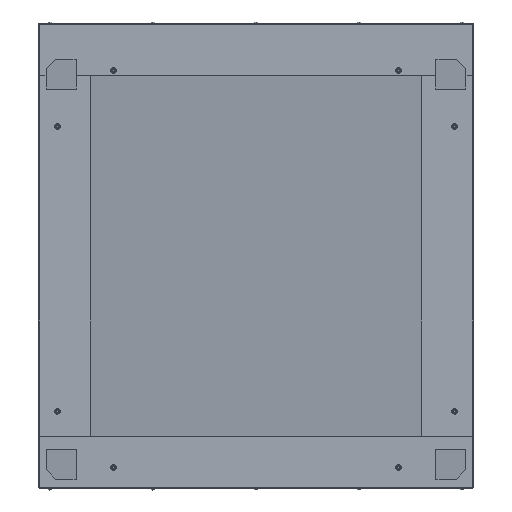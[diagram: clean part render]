
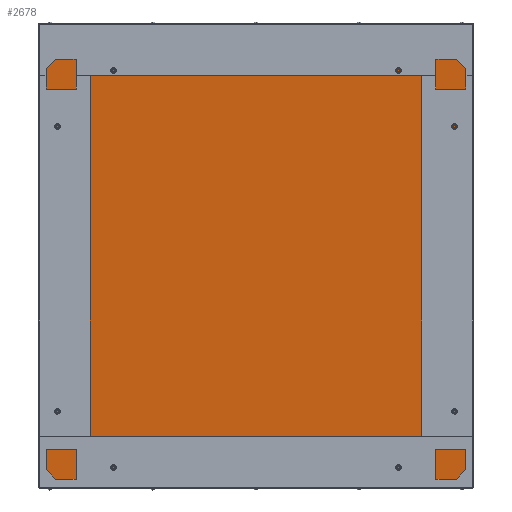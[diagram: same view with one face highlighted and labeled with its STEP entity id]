
A CAD part, front view. The second image highlights one B-rep face of the part: STEP entity #2678.
In plain terms, the highlighted planar face has unit normal (0, -0.994, -0.11).
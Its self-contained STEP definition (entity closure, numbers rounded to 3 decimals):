
#15 = DIRECTION ( 'NONE',  ( 0., -0.994, -0.11 ) ) ;
#153 = VERTEX_POINT ( 'NONE', #3030 ) ;
#177 = ORIENTED_EDGE ( 'NONE', *, *, #6141, .F. ) ;
#237 = EDGE_LOOP ( 'NONE', ( #177, #4920, #5834, #6202 ) ) ;
#334 = CARTESIAN_POINT ( 'NONE',  ( -418., 118.759, -897.89 ) ) ;
#500 = PLANE ( 'NONE',  #3883 ) ;
#535 = FACE_OUTER_BOUND ( 'NONE', #237, .T. ) ;
#546 = VERTEX_POINT ( 'NONE', #859 ) ;
#730 = VECTOR ( 'NONE', #2337, 1000. ) ;
#859 = CARTESIAN_POINT ( 'NONE',  ( 418., 118.759, -897.89 ) ) ;
#1213 = CARTESIAN_POINT ( 'NONE',  ( 418., 19.204, -1.89 ) ) ;
#1618 = EDGE_CURVE ( 'NONE', #546, #3375, #4943, .T. ) ;
#1752 = VECTOR ( 'NONE', #5606, 1000. ) ;
#2080 = LINE ( 'NONE', #3851, #1752 ) ;
#2118 = VECTOR ( 'NONE', #4300, 1000. ) ;
#2138 = VERTEX_POINT ( 'NONE', #1213 ) ;
#2229 = CARTESIAN_POINT ( 'NONE',  ( -418., 119.006, -900.11 ) ) ;
#2337 = DIRECTION ( 'NONE',  ( -1., 0., 0. ) ) ;
#2678 = ADVANCED_FACE ( 'NONE', ( #535 ), #500, .T. ) ;
#3030 = CARTESIAN_POINT ( 'NONE',  ( -418., 19.204, -1.89 ) ) ;
#3093 = CARTESIAN_POINT ( 'NONE',  ( 418., 119.006, -900.11 ) ) ;
#3250 = EDGE_CURVE ( 'NONE', #546, #2138, #3758, .T. ) ;
#3366 = CARTESIAN_POINT ( 'NONE',  ( 418., 119.006, -900.11 ) ) ;
#3375 = VERTEX_POINT ( 'NONE', #334 ) ;
#3758 = LINE ( 'NONE', #3093, #2118 ) ;
#3851 = CARTESIAN_POINT ( 'NONE',  ( 418., 19.204, -1.89 ) ) ;
#3852 = LINE ( 'NONE', #2229, #5623 ) ;
#3883 = AXIS2_PLACEMENT_3D ( 'NONE', #3366, #15, #4990 ) ;
#4300 = DIRECTION ( 'NONE',  ( 0., -0.11, 0.994 ) ) ;
#4569 = CARTESIAN_POINT ( 'NONE',  ( 418., 118.759, -897.89 ) ) ;
#4920 = ORIENTED_EDGE ( 'NONE', *, *, #1618, .F. ) ;
#4943 = LINE ( 'NONE', #4569, #730 ) ;
#4972 = EDGE_CURVE ( 'NONE', #2138, #153, #2080, .T. ) ;
#4990 = DIRECTION ( 'NONE',  ( 0., 0.11, -0.994 ) ) ;
#5606 = DIRECTION ( 'NONE',  ( -1., 0., 0. ) ) ;
#5623 = VECTOR ( 'NONE', #6581, 1000. ) ;
#5834 = ORIENTED_EDGE ( 'NONE', *, *, #3250, .T. ) ;
#6141 = EDGE_CURVE ( 'NONE', #3375, #153, #3852, .T. ) ;
#6202 = ORIENTED_EDGE ( 'NONE', *, *, #4972, .T. ) ;
#6581 = DIRECTION ( 'NONE',  ( 0., -0.11, 0.994 ) ) ;
